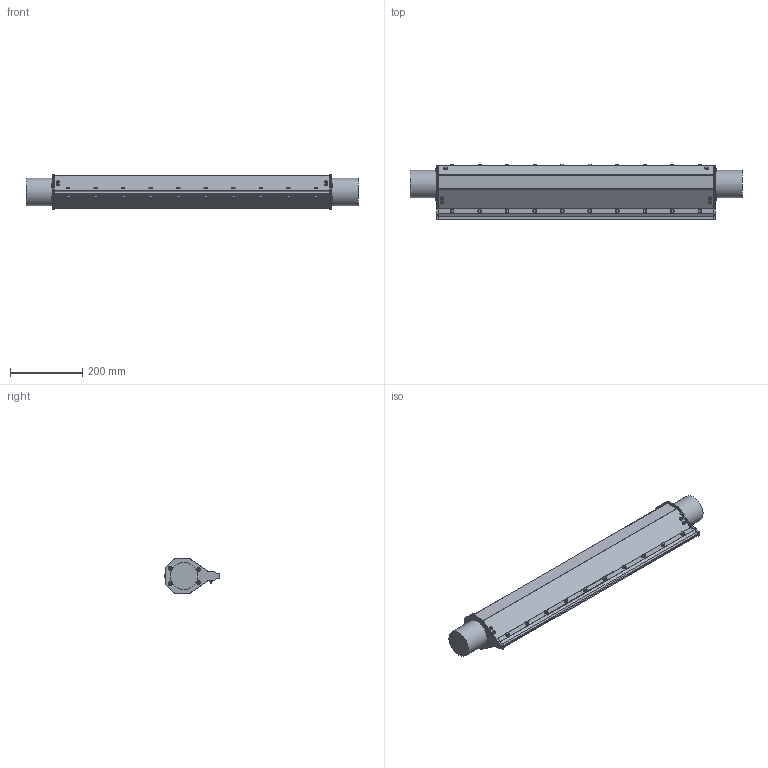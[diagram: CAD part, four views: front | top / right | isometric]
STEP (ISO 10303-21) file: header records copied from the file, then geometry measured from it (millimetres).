
FILE_DESCRIPTION(/* description */ (''),/* implementation_level */ '2;1');
FILE_NAME(/* name */ 'KAB1xxx30 DUMMY.stp',/* time_stamp */ '2018-02-20T10:35:46-05:00',/* author */ ('James'),/* organization */ (''),/* preprocessor_version */ 'ST-DEVELOPER v16.5',/* originating_system */ 'Autodesk Inventor 2017',/* authorisation */ '');
FILE_SCHEMA (('AUTOMOTIVE_DESIGN { 1 0 10303 214 3 1 1 }'));
Products named in the file (1): KAB1xxx30 DUMMY
Bounding box: 919.18 x 153.78 x 96.52 mm (x, y, z)
Volume: 7006280.1 mm3; surface area: 373323.1 mm2
Topology: 1 solids, 2 shells, 664 faces, 1435 edges, 928 vertices
Faces by surface type: plane 293, cylinder 161, cone 150, sphere 30, bspline 20, torus 10
Full cylindrical faces by diameter (mm): 7.6 x8, 8.5 x10, 9 x8, 9.5 x12, 10 x20, 10.135 x10, 10.5 x10, 11 x22, 76.2 x2
Entity records: 46742 total; most frequent: CARTESIAN_POINT 33349, DIRECTION 2732, ORIENTED_EDGE 2466, EDGE_CURVE 1233, AXIS2_PLACEMENT_3D 1174, EDGE_LOOP 959, VERTEX_POINT 868, FACE_OUTER_BOUND 664
